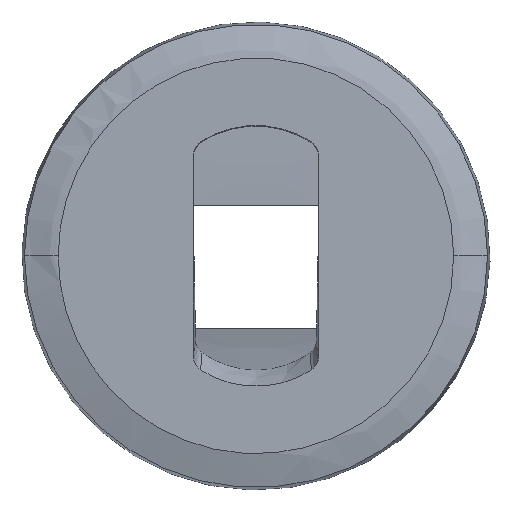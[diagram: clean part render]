
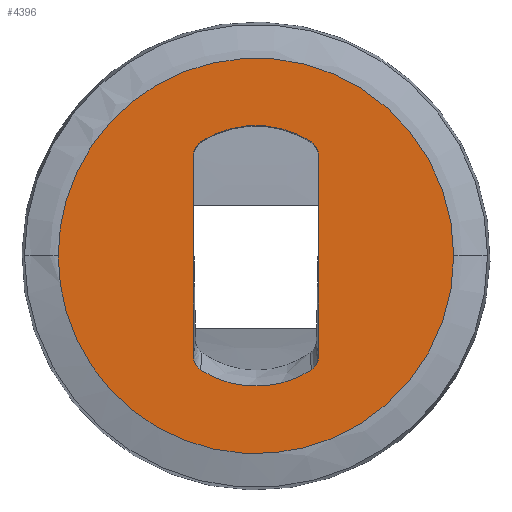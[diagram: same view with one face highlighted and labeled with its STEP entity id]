
A CAD part, top view. The second image highlights one B-rep face of the part: STEP entity #4396.
In plain terms, the highlighted planar face has unit normal (0, 0, 1).
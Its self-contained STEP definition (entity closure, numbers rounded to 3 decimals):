
#3705=AXIS2_PLACEMENT_3D('Circle Axis2P3D',#3703,#3704,$) ;
#4240=AXIS2_PLACEMENT_3D('Circle Axis2P3D',#4238,#4239,$) ;
#4324=AXIS2_PLACEMENT_3D('Plane Axis2P3D',#4321,#4322,#4323) ;
#3454=CARTESIAN_POINT('Vertex',(7.122,-11.401,9.5)) ;
#3458=CARTESIAN_POINT('Control Point',(7.122,11.401,9.5)) ;
#3459=CARTESIAN_POINT('Control Point',(7.122,11.397,9.5)) ;
#3460=CARTESIAN_POINT('Control Point',(7.122,11.393,9.5)) ;
#3461=CARTESIAN_POINT('Control Point',(7.122,11.388,9.5)) ;
#3462=CARTESIAN_POINT('Control Point',(7.122,6.832,9.5)) ;
#3463=CARTESIAN_POINT('Control Point',(7.122,2.276,9.5)) ;
#3464=CARTESIAN_POINT('Control Point',(7.122,-2.276,9.5)) ;
#3465=CARTESIAN_POINT('Control Point',(7.122,-6.832,9.5)) ;
#3466=CARTESIAN_POINT('Control Point',(7.122,-11.388,9.5)) ;
#3467=CARTESIAN_POINT('Control Point',(7.122,-11.393,9.5)) ;
#3468=CARTESIAN_POINT('Control Point',(7.122,-11.397,9.5)) ;
#3469=CARTESIAN_POINT('Control Point',(7.122,-11.401,9.5)) ;
#3470=CARTESIAN_POINT('Vertex',(7.122,11.401,9.5)) ;
#3602=CARTESIAN_POINT('Vertex',(-7.122,11.401,9.5)) ;
#3606=CARTESIAN_POINT('Control Point',(-7.122,11.401,9.5)) ;
#3607=CARTESIAN_POINT('Control Point',(-7.122,11.397,9.5)) ;
#3608=CARTESIAN_POINT('Control Point',(-7.122,11.393,9.5)) ;
#3609=CARTESIAN_POINT('Control Point',(-7.122,11.388,9.5)) ;
#3610=CARTESIAN_POINT('Control Point',(-7.122,6.832,9.5)) ;
#3611=CARTESIAN_POINT('Control Point',(-7.122,2.276,9.5)) ;
#3612=CARTESIAN_POINT('Control Point',(-7.122,-2.276,9.5)) ;
#3613=CARTESIAN_POINT('Control Point',(-7.122,-6.832,9.5)) ;
#3614=CARTESIAN_POINT('Control Point',(-7.122,-11.388,9.5)) ;
#3615=CARTESIAN_POINT('Control Point',(-7.122,-11.393,9.5)) ;
#3616=CARTESIAN_POINT('Control Point',(-7.122,-11.397,9.5)) ;
#3617=CARTESIAN_POINT('Control Point',(-7.122,-11.401,9.5)) ;
#3618=CARTESIAN_POINT('Vertex',(-7.122,-11.401,9.5)) ;
#3675=CARTESIAN_POINT('Control Point',(-6.296,12.981,9.5)) ;
#3676=CARTESIAN_POINT('Control Point',(-6.693,12.724,9.5)) ;
#3677=CARTESIAN_POINT('Control Point',(-6.987,12.319,9.5)) ;
#3678=CARTESIAN_POINT('Control Point',(-7.122,11.859,9.5)) ;
#3679=CARTESIAN_POINT('Control Point',(-7.122,11.401,9.5)) ;
#3680=CARTESIAN_POINT('Vertex',(-6.296,12.981,9.5)) ;
#3703=CARTESIAN_POINT('Axis2P3D Location',(0.,3.25,9.5)) ;
#3707=CARTESIAN_POINT('Vertex',(6.296,12.981,9.5)) ;
#3761=CARTESIAN_POINT('Control Point',(6.296,12.981,9.5)) ;
#3762=CARTESIAN_POINT('Control Point',(6.693,12.724,9.5)) ;
#3763=CARTESIAN_POINT('Control Point',(6.987,12.319,9.5)) ;
#3764=CARTESIAN_POINT('Control Point',(7.122,11.859,9.5)) ;
#3765=CARTESIAN_POINT('Control Point',(7.122,11.401,9.5)) ;
#4195=CARTESIAN_POINT('Control Point',(6.296,-12.981,9.5)) ;
#4196=CARTESIAN_POINT('Control Point',(6.693,-12.724,9.5)) ;
#4197=CARTESIAN_POINT('Control Point',(6.987,-12.319,9.5)) ;
#4198=CARTESIAN_POINT('Control Point',(7.122,-11.859,9.5)) ;
#4199=CARTESIAN_POINT('Control Point',(7.122,-11.401,9.5)) ;
#4200=CARTESIAN_POINT('Vertex',(6.296,-12.981,9.5)) ;
#4235=CARTESIAN_POINT('Vertex',(-6.296,-12.981,9.5)) ;
#4238=CARTESIAN_POINT('Axis2P3D Location',(0.,-3.25,9.5)) ;
#4308=CARTESIAN_POINT('Control Point',(-6.296,-12.981,9.5)) ;
#4309=CARTESIAN_POINT('Control Point',(-6.693,-12.724,9.5)) ;
#4310=CARTESIAN_POINT('Control Point',(-6.987,-12.319,9.5)) ;
#4311=CARTESIAN_POINT('Control Point',(-7.122,-11.859,9.5)) ;
#4312=CARTESIAN_POINT('Control Point',(-7.122,-11.401,9.5)) ;
#4321=CARTESIAN_POINT('Axis2P3D Location',(0.,0.,9.5)) ;
#4327=CARTESIAN_POINT('Control Point',(22.5,0.,9.5)) ;
#4328=CARTESIAN_POINT('Control Point',(22.5,2.416,9.5)) ;
#4329=CARTESIAN_POINT('Control Point',(22.176,4.832,9.5)) ;
#4330=CARTESIAN_POINT('Control Point',(21.527,7.19,9.5)) ;
#4331=CARTESIAN_POINT('Control Point',(19.71,11.447,9.5)) ;
#4332=CARTESIAN_POINT('Control Point',(16.888,15.106,9.5)) ;
#4333=CARTESIAN_POINT('Control Point',(15.349,16.667,9.5)) ;
#4334=CARTESIAN_POINT('Control Point',(11.924,19.388,9.5)) ;
#4335=CARTESIAN_POINT('Control Point',(7.951,21.217,9.5)) ;
#4336=CARTESIAN_POINT('Control Point',(5.863,21.886,9.5)) ;
#4337=CARTESIAN_POINT('Control Point',(1.567,22.708,9.5)) ;
#4338=CARTESIAN_POINT('Control Point',(-2.801,22.484,9.5)) ;
#4339=CARTESIAN_POINT('Control Point',(-4.961,22.108,9.5)) ;
#4340=CARTESIAN_POINT('Control Point',(-9.147,20.843,9.5)) ;
#4341=CARTESIAN_POINT('Control Point',(-12.913,18.619,9.5)) ;
#4342=CARTESIAN_POINT('Control Point',(-14.652,17.283,9.5)) ;
#4343=CARTESIAN_POINT('Control Point',(-17.774,14.22,9.5)) ;
#4344=CARTESIAN_POINT('Control Point',(-20.077,10.502,9.5)) ;
#4345=CARTESIAN_POINT('Control Point',(-20.999,8.512,9.5)) ;
#4346=CARTESIAN_POINT('Control Point',(-21.938,5.601,9.5)) ;
#4347=CARTESIAN_POINT('Control Point',(-22.375,2.593,9.5)) ;
#4348=CARTESIAN_POINT('Control Point',(-22.458,1.73,9.5)) ;
#4349=CARTESIAN_POINT('Control Point',(-22.5,0.865,9.5)) ;
#4350=CARTESIAN_POINT('Control Point',(-22.5,0.,9.5)) ;
#4351=CARTESIAN_POINT('Vertex',(22.5,0.,9.5)) ;
#4353=CARTESIAN_POINT('Vertex',(-22.5,0.,9.5)) ;
#4357=CARTESIAN_POINT('Control Point',(22.5,0.,9.5)) ;
#4358=CARTESIAN_POINT('Control Point',(22.5,-2.416,9.5)) ;
#4359=CARTESIAN_POINT('Control Point',(22.176,-4.832,9.5)) ;
#4360=CARTESIAN_POINT('Control Point',(21.527,-7.19,9.5)) ;
#4361=CARTESIAN_POINT('Control Point',(19.71,-11.447,9.5)) ;
#4362=CARTESIAN_POINT('Control Point',(16.888,-15.106,9.5)) ;
#4363=CARTESIAN_POINT('Control Point',(15.349,-16.667,9.5)) ;
#4364=CARTESIAN_POINT('Control Point',(11.924,-19.388,9.5)) ;
#4365=CARTESIAN_POINT('Control Point',(7.951,-21.217,9.5)) ;
#4366=CARTESIAN_POINT('Control Point',(5.863,-21.886,9.5)) ;
#4367=CARTESIAN_POINT('Control Point',(1.567,-22.708,9.5)) ;
#4368=CARTESIAN_POINT('Control Point',(-2.801,-22.484,9.5)) ;
#4369=CARTESIAN_POINT('Control Point',(-4.961,-22.108,9.5)) ;
#4370=CARTESIAN_POINT('Control Point',(-9.147,-20.843,9.5)) ;
#4371=CARTESIAN_POINT('Control Point',(-12.913,-18.619,9.5)) ;
#4372=CARTESIAN_POINT('Control Point',(-14.652,-17.283,9.5)) ;
#4373=CARTESIAN_POINT('Control Point',(-17.774,-14.22,9.5)) ;
#4374=CARTESIAN_POINT('Control Point',(-20.077,-10.502,9.5)) ;
#4375=CARTESIAN_POINT('Control Point',(-20.999,-8.512,9.5)) ;
#4376=CARTESIAN_POINT('Control Point',(-21.938,-5.601,9.5)) ;
#4377=CARTESIAN_POINT('Control Point',(-22.375,-2.593,9.5)) ;
#4378=CARTESIAN_POINT('Control Point',(-22.458,-1.73,9.5)) ;
#4379=CARTESIAN_POINT('Control Point',(-22.5,-0.865,9.5)) ;
#4380=CARTESIAN_POINT('Control Point',(-22.5,0.,9.5)) ;
#3704=DIRECTION('Axis2P3D Direction',(-0.,0.,1.)) ;
#4239=DIRECTION('Axis2P3D Direction',(0.,0.,-1.)) ;
#4322=DIRECTION('Axis2P3D Direction',(0.,0.,-1.)) ;
#4323=DIRECTION('Axis2P3D XDirection',(0.,1.,0.)) ;
#4383=ORIENTED_EDGE('',*,*,#4355,.T.) ;
#4384=ORIENTED_EDGE('',*,*,#4381,.F.) ;
#4387=ORIENTED_EDGE('',*,*,#3620,.F.) ;
#4388=ORIENTED_EDGE('',*,*,#3682,.F.) ;
#4389=ORIENTED_EDGE('',*,*,#3709,.T.) ;
#4390=ORIENTED_EDGE('',*,*,#3766,.T.) ;
#4391=ORIENTED_EDGE('',*,*,#3472,.T.) ;
#4392=ORIENTED_EDGE('',*,*,#4202,.F.) ;
#4393=ORIENTED_EDGE('',*,*,#4242,.T.) ;
#4394=ORIENTED_EDGE('',*,*,#4313,.T.) ;
#4395=FACE_BOUND('',#4386,.T.) ;
#4396=ADVANCED_FACE('0043B55.1\\Corps principal',(#4385,#4395),#4325,.F.) ;
#3457=B_SPLINE_CURVE_WITH_KNOTS('',5,(#3458,#3459,#3460,#3461,#3462,#3463,#3464,#3465,#3466,#3467,#3468,#3469),.UNSPECIFIED.,.F.,.U.,(6,3,3,6),(-0.019,0.,19.24,19.259),.UNSPECIFIED.) ;
#3605=B_SPLINE_CURVE_WITH_KNOTS('',5,(#3606,#3607,#3608,#3609,#3610,#3611,#3612,#3613,#3614,#3615,#3616,#3617),.UNSPECIFIED.,.F.,.U.,(6,3,3,6),(-0.019,0.,19.24,19.259),.UNSPECIFIED.) ;
#3674=B_SPLINE_CURVE_WITH_KNOTS('',4,(#3675,#3676,#3677,#3678,#3679),.UNSPECIFIED.,.F.,.U.,(5,5),(0.,2.669),.UNSPECIFIED.) ;
#3760=B_SPLINE_CURVE_WITH_KNOTS('',4,(#3761,#3762,#3763,#3764,#3765),.UNSPECIFIED.,.F.,.U.,(5,5),(0.,2.669),.UNSPECIFIED.) ;
#4194=B_SPLINE_CURVE_WITH_KNOTS('',4,(#4195,#4196,#4197,#4198,#4199),.UNSPECIFIED.,.F.,.U.,(5,5),(0.,2.669),.UNSPECIFIED.) ;
#4307=B_SPLINE_CURVE_WITH_KNOTS('',4,(#4308,#4309,#4310,#4311,#4312),.UNSPECIFIED.,.F.,.U.,(5,5),(0.,2.669),.UNSPECIFIED.) ;
#4326=B_SPLINE_CURVE_WITH_KNOTS('',5,(#4327,#4328,#4329,#4330,#4331,#4332,#4333,#4334,#4335,#4336,#4337,#4338,#4339,#4340,#4341,#4342,#4343,#4344,#4345,#4346,#4347,#4348,#4349,#4350),.UNSPECIFIED.,.F.,.U.,(6,3,3,3,3,3,3,6),(0.,17.86,33.91,49.96,66.008,82.057,98.107,104.503),.UNSPECIFIED.) ;
#4356=B_SPLINE_CURVE_WITH_KNOTS('',5,(#4357,#4358,#4359,#4360,#4361,#4362,#4363,#4364,#4365,#4366,#4367,#4368,#4369,#4370,#4371,#4372,#4373,#4374,#4375,#4376,#4377,#4378,#4379,#4380),.UNSPECIFIED.,.F.,.U.,(6,3,3,3,3,3,3,6),(0.,17.86,33.91,49.96,66.008,82.057,98.107,104.503),.UNSPECIFIED.) ;
#3706=CIRCLE('generated circle',#3705,11.59) ;
#4241=CIRCLE('generated circle',#4240,11.59) ;
#3472=EDGE_CURVE('',#3471,#3455,#3457,.T.) ;
#3620=EDGE_CURVE('',#3603,#3619,#3605,.T.) ;
#3682=EDGE_CURVE('',#3681,#3603,#3674,.T.) ;
#3709=EDGE_CURVE('',#3681,#3708,#3706,.F.) ;
#3766=EDGE_CURVE('',#3708,#3471,#3760,.T.) ;
#4202=EDGE_CURVE('',#4201,#3455,#4194,.T.) ;
#4242=EDGE_CURVE('',#4201,#4236,#4241,.T.) ;
#4313=EDGE_CURVE('',#4236,#3619,#4307,.T.) ;
#4355=EDGE_CURVE('',#4352,#4354,#4326,.T.) ;
#4381=EDGE_CURVE('',#4352,#4354,#4356,.T.) ;
#4382=EDGE_LOOP('',(#4383,#4384)) ;
#4386=EDGE_LOOP('',(#4387,#4388,#4389,#4390,#4391,#4392,#4393,#4394)) ;
#4385=FACE_OUTER_BOUND('',#4382,.T.) ;
#4325=PLANE('',#4324) ;
#3455=VERTEX_POINT('',#3454) ;
#3471=VERTEX_POINT('',#3470) ;
#3603=VERTEX_POINT('',#3602) ;
#3619=VERTEX_POINT('',#3618) ;
#3681=VERTEX_POINT('',#3680) ;
#3708=VERTEX_POINT('',#3707) ;
#4201=VERTEX_POINT('',#4200) ;
#4236=VERTEX_POINT('',#4235) ;
#4352=VERTEX_POINT('',#4351) ;
#4354=VERTEX_POINT('',#4353) ;
